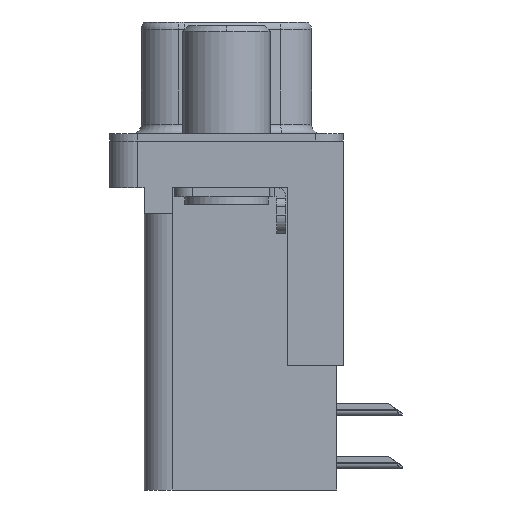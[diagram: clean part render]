
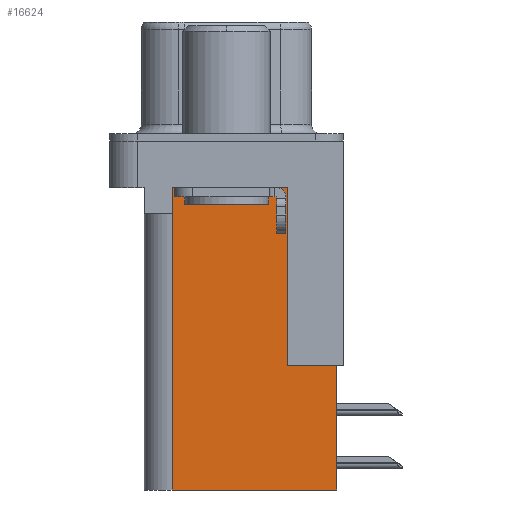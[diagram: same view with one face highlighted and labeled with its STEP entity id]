
A CAD part, left-side view. The second image highlights one B-rep face of the part: STEP entity #16624.
In plain terms, the highlighted planar face has unit normal (-1, 0, 0).
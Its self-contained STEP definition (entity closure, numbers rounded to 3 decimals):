
#467 = DIRECTION ( 'NONE',  ( 0., 1., 0. ) ) ;
#614 = VECTOR ( 'NONE', #19857, 1000. ) ;
#1072 = CARTESIAN_POINT ( 'NONE',  ( 3.7, -6.295, -12.05 ) ) ;
#1167 = LINE ( 'NONE', #11084, #614 ) ;
#1663 = ORIENTED_EDGE ( 'NONE', *, *, #20489, .T. ) ;
#2136 = VECTOR ( 'NONE', #20563, 1000. ) ;
#2226 = CARTESIAN_POINT ( 'NONE',  ( 3.7, 2.895, -3.9 ) ) ;
#2394 = EDGE_LOOP ( 'NONE', ( #21031, #11239, #4156, #2833, #21128, #11116, #1663, #7172 ) ) ;
#2523 = CARTESIAN_POINT ( 'NONE',  ( 3.7, 2.925, -18.76 ) ) ;
#2703 = CARTESIAN_POINT ( 'NONE',  ( 3.7, 2.895, -2.5 ) ) ;
#2833 = ORIENTED_EDGE ( 'NONE', *, *, #20024, .F. ) ;
#3207 = VECTOR ( 'NONE', #18685, 1000. ) ;
#3536 = CARTESIAN_POINT ( 'NONE',  ( 3.7, 2.925, -18.76 ) ) ;
#4156 = ORIENTED_EDGE ( 'NONE', *, *, #15810, .T. ) ;
#4326 = LINE ( 'NONE', #7968, #13292 ) ;
#4587 = DIRECTION ( 'NONE',  ( 0., 1., 0. ) ) ;
#4847 = VERTEX_POINT ( 'NONE', #17048 ) ;
#6873 = VERTEX_POINT ( 'NONE', #10267 ) ;
#7172 = ORIENTED_EDGE ( 'NONE', *, *, #20562, .T. ) ;
#7404 = VECTOR ( 'NONE', #4587, 1000. ) ;
#7956 = LINE ( 'NONE', #22069, #3207 ) ;
#7968 = CARTESIAN_POINT ( 'NONE',  ( 3.7, -3.295, -18.76 ) ) ;
#9044 = VERTEX_POINT ( 'NONE', #2523 ) ;
#9304 = CARTESIAN_POINT ( 'NONE',  ( 3.7, -3.295, -18.76 ) ) ;
#9404 = VERTEX_POINT ( 'NONE', #2226 ) ;
#9779 = DIRECTION ( 'NONE',  ( 0., 1., 0. ) ) ;
#9935 = VECTOR ( 'NONE', #14245, 1000. ) ;
#10267 = CARTESIAN_POINT ( 'NONE',  ( 3.7, -3.295, -2.5 ) ) ;
#10606 = CARTESIAN_POINT ( 'NONE',  ( 3.7, -3.295, -12.05 ) ) ;
#11045 = LINE ( 'NONE', #12727, #2136 ) ;
#11084 = CARTESIAN_POINT ( 'NONE',  ( 3.7, -3.295, -2.5 ) ) ;
#11104 = DIRECTION ( 'NONE',  ( 0., 1., 0. ) ) ;
#11116 = ORIENTED_EDGE ( 'NONE', *, *, #20459, .F. ) ;
#11129 = CARTESIAN_POINT ( 'NONE',  ( 3.7, 0., -3.9 ) ) ;
#11239 = ORIENTED_EDGE ( 'NONE', *, *, #15394, .T. ) ;
#11829 = DIRECTION ( 'NONE',  ( 0., 0., -1. ) ) ;
#11992 = LINE ( 'NONE', #11129, #21262 ) ;
#12727 = CARTESIAN_POINT ( 'NONE',  ( 3.7, -3.295, -18.76 ) ) ;
#13292 = VECTOR ( 'NONE', #9779, 1000. ) ;
#13957 = LINE ( 'NONE', #17081, #18060 ) ;
#14172 = AXIS2_PLACEMENT_3D ( 'NONE', #9304, #21555, #11104 ) ;
#14245 = DIRECTION ( 'NONE',  ( 0., 0., 1. ) ) ;
#15105 = EDGE_CURVE ( 'NONE', #6873, #17632, #1167, .T. ) ;
#15394 = EDGE_CURVE ( 'NONE', #17632, #9404, #13957, .T. ) ;
#15577 = VERTEX_POINT ( 'NONE', #20968 ) ;
#15810 = EDGE_CURVE ( 'NONE', #9404, #15577, #11992, .T. ) ;
#16624 = ADVANCED_FACE ( 'NONE', ( #18840 ), #19807, .F. ) ;
#17048 = CARTESIAN_POINT ( 'NONE',  ( 3.7, -5.925, -18.76 ) ) ;
#17081 = CARTESIAN_POINT ( 'NONE',  ( 3.7, 2.895, -3.9 ) ) ;
#17223 = VERTEX_POINT ( 'NONE', #10606 ) ;
#17379 = LINE ( 'NONE', #1072, #7404 ) ;
#17632 = VERTEX_POINT ( 'NONE', #2703 ) ;
#18060 = VECTOR ( 'NONE', #11829, 1000. ) ;
#18685 = DIRECTION ( 'NONE',  ( 0., 0., -1. ) ) ;
#18840 = FACE_OUTER_BOUND ( 'NONE', #2394, .T. ) ;
#19807 = PLANE ( 'NONE',  #14172 ) ;
#19857 = DIRECTION ( 'NONE',  ( 0., 1., 0. ) ) ;
#20024 = EDGE_CURVE ( 'NONE', #9044, #15577, #20338, .T. ) ;
#20338 = LINE ( 'NONE', #3536, #9935 ) ;
#20421 = EDGE_CURVE ( 'NONE', #4847, #9044, #4326, .T. ) ;
#20459 = EDGE_CURVE ( 'NONE', #21431, #4847, #7956, .T. ) ;
#20489 = EDGE_CURVE ( 'NONE', #21431, #17223, #17379, .T. ) ;
#20562 = EDGE_CURVE ( 'NONE', #17223, #6873, #11045, .T. ) ;
#20563 = DIRECTION ( 'NONE',  ( 0., 0., 1. ) ) ;
#20968 = CARTESIAN_POINT ( 'NONE',  ( 3.7, 2.925, -3.9 ) ) ;
#21031 = ORIENTED_EDGE ( 'NONE', *, *, #15105, .T. ) ;
#21128 = ORIENTED_EDGE ( 'NONE', *, *, #20421, .F. ) ;
#21262 = VECTOR ( 'NONE', #467, 1000. ) ;
#21431 = VERTEX_POINT ( 'NONE', #22355 ) ;
#21555 = DIRECTION ( 'NONE',  ( 1., 0., 0. ) ) ;
#22069 = CARTESIAN_POINT ( 'NONE',  ( 3.7, -5.925, -2. ) ) ;
#22355 = CARTESIAN_POINT ( 'NONE',  ( 3.7, -5.925, -12.05 ) ) ;
